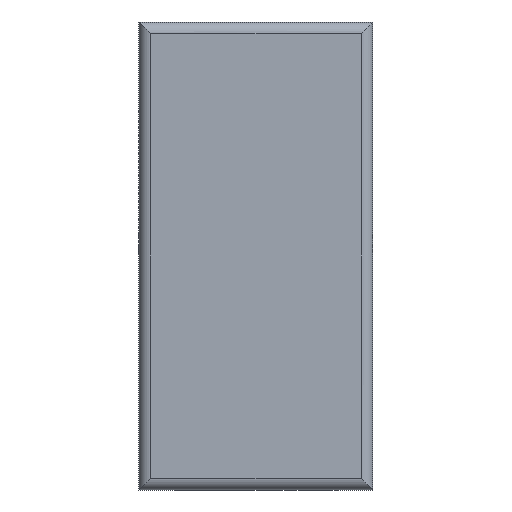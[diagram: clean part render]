
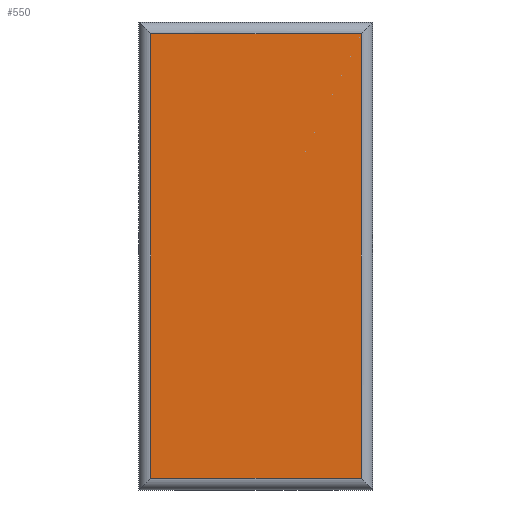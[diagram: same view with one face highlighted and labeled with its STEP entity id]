
A CAD part, front view. The second image highlights one B-rep face of the part: STEP entity #550.
In plain terms, the highlighted planar face has unit normal (0, -1, 0).
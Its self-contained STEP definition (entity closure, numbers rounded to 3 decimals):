
#180 = VERTEX_POINT('',#181);
#181 = CARTESIAN_POINT('',(-4.5,-33.25,-21.65));
#188 = EDGE_CURVE('',#180,#189,#191,.T.);
#189 = VERTEX_POINT('',#190);
#190 = CARTESIAN_POINT('',(-4.5,-33.25,-40.65));
#191 = LINE('',#192,#193);
#192 = CARTESIAN_POINT('',(-4.5,-33.25,-21.15));
#193 = VECTOR('',#194,1.);
#194 = DIRECTION('',(0.,0.,-1.));
#387 = EDGE_CURVE('',#189,#388,#390,.T.);
#388 = VERTEX_POINT('',#389);
#389 = CARTESIAN_POINT('',(4.5,-33.25,-40.65));
#390 = LINE('',#391,#392);
#391 = CARTESIAN_POINT('',(-5.,-33.25,-40.65));
#392 = VECTOR('',#393,1.);
#393 = DIRECTION('',(1.,0.,0.));
#530 = VERTEX_POINT('',#531);
#531 = CARTESIAN_POINT('',(4.5,-33.25,-21.65));
#540 = EDGE_CURVE('',#530,#180,#541,.T.);
#541 = LINE('',#542,#543);
#542 = CARTESIAN_POINT('',(5.,-33.25,-21.65));
#543 = VECTOR('',#544,1.);
#544 = DIRECTION('',(-1.,-0.,0.));
#550 = ADVANCED_FACE('',(#551),#562,.F.);
#551 = FACE_BOUND('',#552,.F.);
#552 = EDGE_LOOP('',(#553,#554,#555,#561));
#553 = ORIENTED_EDGE('',*,*,#188,.F.);
#554 = ORIENTED_EDGE('',*,*,#540,.F.);
#555 = ORIENTED_EDGE('',*,*,#556,.F.);
#556 = EDGE_CURVE('',#388,#530,#557,.T.);
#557 = LINE('',#558,#559);
#558 = CARTESIAN_POINT('',(4.5,-33.25,-41.15));
#559 = VECTOR('',#560,1.);
#560 = DIRECTION('',(0.,0.,1.));
#561 = ORIENTED_EDGE('',*,*,#387,.F.);
#562 = PLANE('',#563);
#563 = AXIS2_PLACEMENT_3D('',#564,#565,#566);
#564 = CARTESIAN_POINT('',(0.,-33.25,-31.15));
#565 = DIRECTION('',(0.,1.,0.));
#566 = DIRECTION('',(0.,0.,1.));
